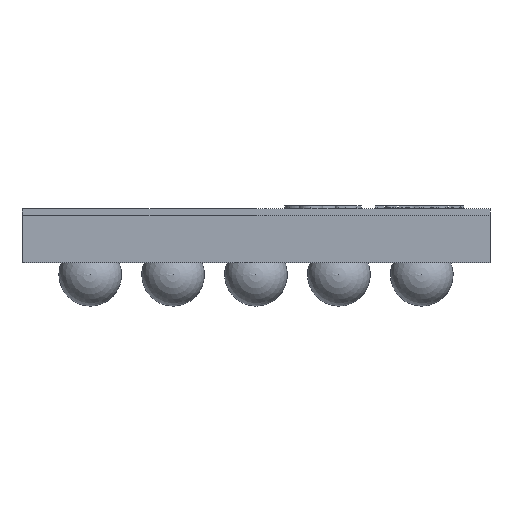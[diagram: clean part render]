
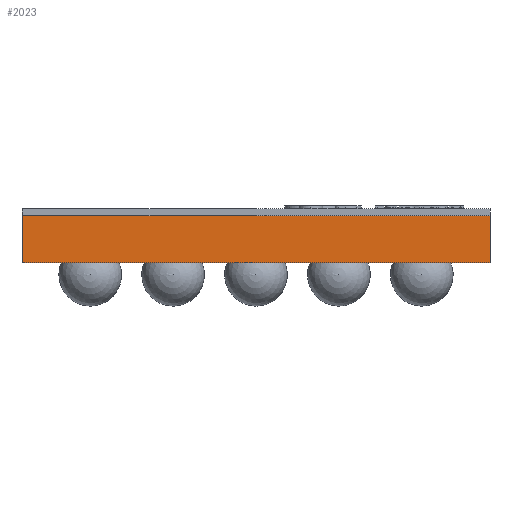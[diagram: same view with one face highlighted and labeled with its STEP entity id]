
A CAD part, front view. The second image highlights one B-rep face of the part: STEP entity #2023.
In plain terms, the highlighted planar face has unit normal (0, -1, 0).
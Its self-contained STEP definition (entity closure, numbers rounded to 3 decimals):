
#52 = CARTESIAN_POINT ( 'NONE',  ( -0.847, -1.016, -0.171 ) ) ;
#497 = EDGE_CURVE ( 'NONE', #14269, #900, #5799, .T. ) ;
#547 = ORIENTED_EDGE ( 'NONE', *, *, #10406, .T. ) ;
#777 = ORIENTED_EDGE ( 'NONE', *, *, #14277, .F. ) ;
#900 = VERTEX_POINT ( 'NONE', #7750 ) ;
#1135 = VECTOR ( 'NONE', #13183, 1000. ) ;
#1217 = AXIS2_PLACEMENT_3D ( 'NONE', #4083, #5063, #7778 ) ;
#2023 = ADVANCED_FACE ( 'NONE', ( #5149 ), #3913, .F. ) ;
#3913 = PLANE ( 'NONE',  #1217 ) ;
#4083 = CARTESIAN_POINT ( 'NONE',  ( 0.847, -1.016, -0.171 ) ) ;
#5063 = DIRECTION ( 'NONE',  ( 0., 1., 0. ) ) ;
#5083 = DIRECTION ( 'NONE',  ( -1., 0., 0. ) ) ;
#5149 = FACE_OUTER_BOUND ( 'NONE', #5600, .T. ) ;
#5594 = DIRECTION ( 'NONE',  ( -1., 0., 0. ) ) ;
#5600 = EDGE_LOOP ( 'NONE', ( #547, #11016, #777, #8909 ) ) ;
#5799 = LINE ( 'NONE', #12082, #1135 ) ;
#6177 = VERTEX_POINT ( 'NONE', #11860 ) ;
#6326 = LINE ( 'NONE', #10033, #12484 ) ;
#6396 = CARTESIAN_POINT ( 'NONE',  ( 0.847, -1.016, -0.171 ) ) ;
#6830 = LINE ( 'NONE', #12876, #15927 ) ;
#6849 = LINE ( 'NONE', #9258, #13908 ) ;
#7750 = CARTESIAN_POINT ( 'NONE',  ( -0.847, -1.016, 0. ) ) ;
#7778 = DIRECTION ( 'NONE',  ( 0., 0., 1. ) ) ;
#8909 = ORIENTED_EDGE ( 'NONE', *, *, #10143, .T. ) ;
#9258 = CARTESIAN_POINT ( 'NONE',  ( 0.847, -1.016, -0.171 ) ) ;
#10033 = CARTESIAN_POINT ( 'NONE',  ( 0.847, -1.016, -0.171 ) ) ;
#10143 = EDGE_CURVE ( 'NONE', #11025, #6177, #6849, .T. ) ;
#10406 = EDGE_CURVE ( 'NONE', #6177, #900, #6830, .T. ) ;
#11016 = ORIENTED_EDGE ( 'NONE', *, *, #497, .F. ) ;
#11025 = VERTEX_POINT ( 'NONE', #6396 ) ;
#11860 = CARTESIAN_POINT ( 'NONE',  ( 0.847, -1.016, 0. ) ) ;
#12082 = CARTESIAN_POINT ( 'NONE',  ( -0.847, -1.016, -0.171 ) ) ;
#12484 = VECTOR ( 'NONE', #5083, 1000. ) ;
#12876 = CARTESIAN_POINT ( 'NONE',  ( 0.847, -1.016, 0. ) ) ;
#13183 = DIRECTION ( 'NONE',  ( 0., 0., 1. ) ) ;
#13908 = VECTOR ( 'NONE', #14316, 1000. ) ;
#14269 = VERTEX_POINT ( 'NONE', #52 ) ;
#14277 = EDGE_CURVE ( 'NONE', #11025, #14269, #6326, .T. ) ;
#14316 = DIRECTION ( 'NONE',  ( 0., 0., 1. ) ) ;
#15927 = VECTOR ( 'NONE', #5594, 1000. ) ;
